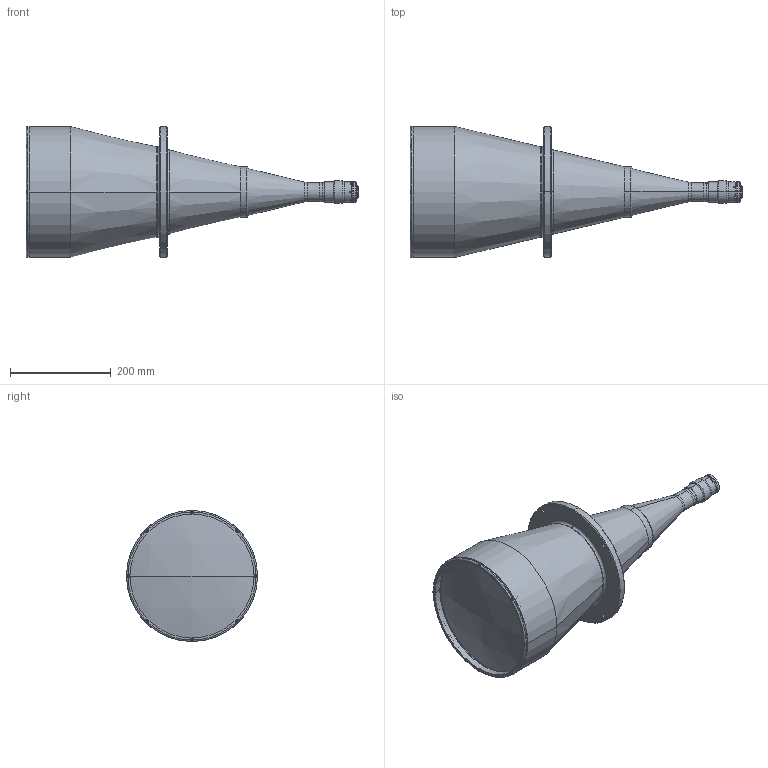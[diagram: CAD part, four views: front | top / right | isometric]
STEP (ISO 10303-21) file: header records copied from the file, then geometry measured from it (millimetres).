
FILE_DESCRIPTION (( 'STEP AP214' ), '1' );
FILE_NAME ('TC2M192HR-C.STEP', '2014-06-04T08:49:45', ( 'piermario' ), ( '' ), 'SwSTEP 2.0', 'SolidWorks 2013', '' );
FILE_SCHEMA (( 'AUTOMOTIVE_DESIGN' ));
Length unit declared in the file: millimetre
Products named in the file (1): TC2M192HR-C
Bounding box: 658.93 x 260 x 260 mm (x, y, z)
Surface area: 457221.2 mm2 (no closed solid volume)
Topology: 0 solids, 24 shells, 240 faces, 736 edges, 516 vertices
Faces by surface type: cylinder 90, plane 88, torus 32, cone 28, sphere 2
Entity records: 11492 total; most frequent: CARTESIAN_POINT 2079, DIRECTION 1515, ORIENTED_EDGE 1211, EDGE_CURVE 736, AXIS2_PLACEMENT_3D 586, VERTEX_POINT 516, CIRCLE 345, LINE 343
